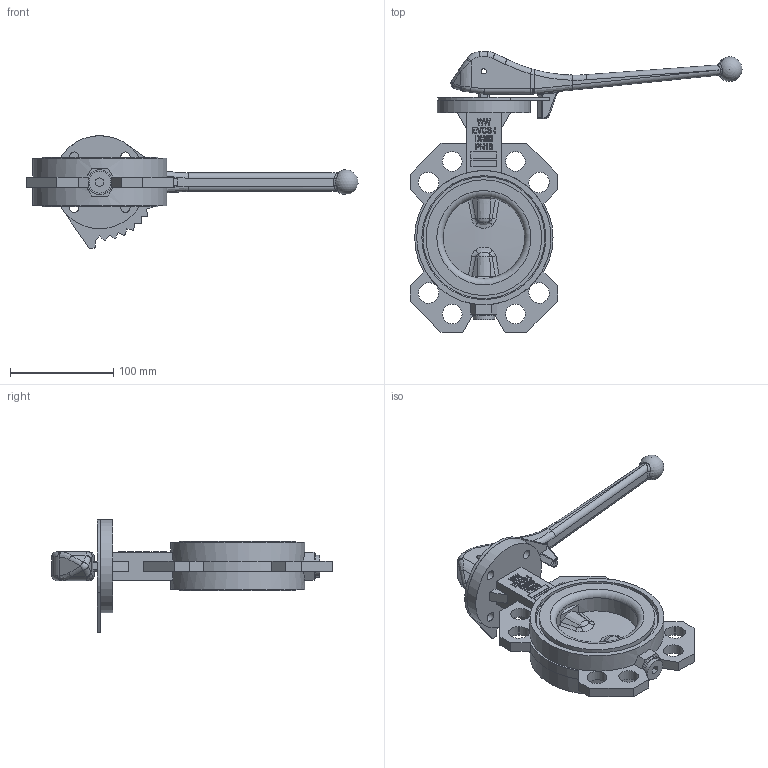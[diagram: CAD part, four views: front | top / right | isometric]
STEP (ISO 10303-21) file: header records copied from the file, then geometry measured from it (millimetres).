
FILE_DESCRIPTION(/* description */ ('STEP AP214'),/* implementation_level */ '2;1');
FILE_NAME(/* name */ '2313bs80_stp_1.step',/* time_stamp */ '2025-10-23T13:10:41+02:00',/* author */ (''),/* organization */ (''),/* preprocessor_version */ 'ST-DEVELOPER v20.1',/* originating_system */ 'Autodesk Translation Framework v14.17.0.0',/* authorisation */ '');
FILE_SCHEMA (('AUTOMOTIVE_DESIGN { 1 0 10303 214 3 1 1 }'));
Length unit declared in the file: millimetre
Products named in the file (2): EVCS-i DN80 PN16 F07-L10; EV-SERIES LEVER L1
Assembly tree (1 placements, depth 2):
  EVCS-i DN80 PN16 F07-L10
    EV-SERIES LEVER L1
Bounding box: 321.41 x 271.5 x 109 mm (x, y, z)
Volume: 747088.5 mm3; surface area: 142589.5 mm2
Topology: 2 solids, 2 shells, 581 faces, 1526 edges, 972 vertices
Faces by surface type: plane 288, bspline 143, cylinder 104, torus 32, cone 8, sphere 6
Full cylindrical faces by diameter (mm): 5 x2, 9 x4, 12 x1, 16 x1, 19 x4, 21 x1, 55 x1, 79.1 x1, 90 x1, 112 x2, 120 x2, 130 x2
Entity records: 26512 total; most frequent: CARTESIAN_POINT 12396, ORIENTED_EDGE 3024, DIRECTION 2458, EDGE_CURVE 1512, VERTEX_POINT 972, LINE 872, VECTOR 872, AXIS2_PLACEMENT_3D 793
